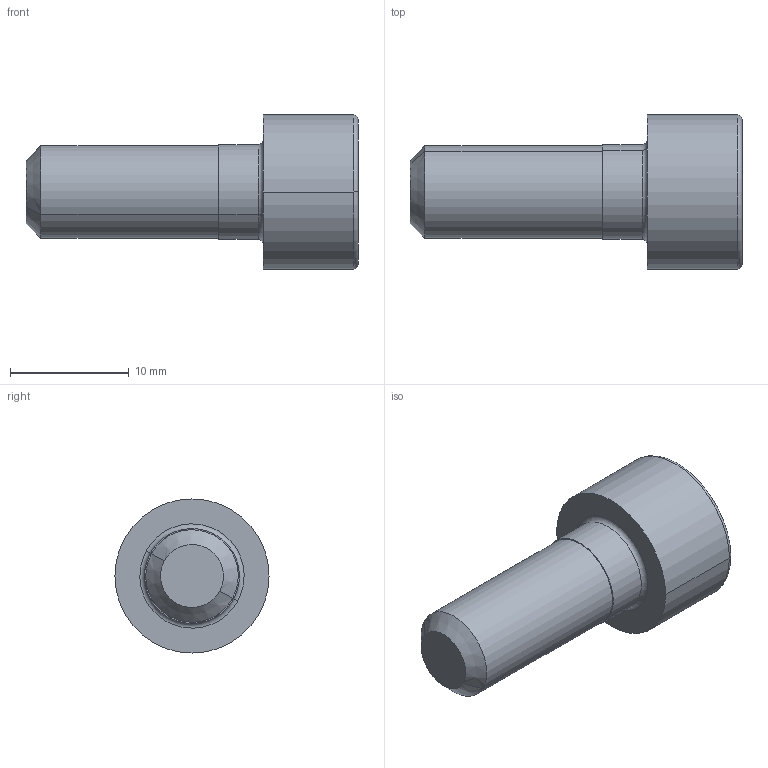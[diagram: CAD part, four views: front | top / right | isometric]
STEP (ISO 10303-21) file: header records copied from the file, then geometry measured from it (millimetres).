
FILE_DESCRIPTION(('CATIA V5 STEP Exchange'),'2;1');
FILE_NAME('ISO_4762_M8x20_STEEL_HEXAGON_SOCKET_HEAD_CAP_SCREW.stp','2024-03-02T21:18:52+00:00',('none'),('none'),'CATIA Version 5 Release 21 GA (IN-10)','CATIA V5 STEP AP203','none');
FILE_SCHEMA(('CONFIG_CONTROL_DESIGN'));
Length unit declared in the file: millimetre
Products named in the file (1): ISO 4762 SCREW M8x20 STEEL HEXAGON SOCKET HEAD CAP
Bounding box: 28 x 13 x 13 mm (x, y, z)
Volume: 1861.7 mm3; surface area: 1144.4 mm2
Topology: 1 solids, 1 shells, 31 faces, 72 edges, 46 vertices
Faces by surface type: cylinder 12, plane 11, torus 4, cone 4
Entity records: 901 total; most frequent: CARTESIAN_POINT 203, ORIENTED_EDGE 144, DIRECTION 108, EDGE_CURVE 72, AXIS2_PLACEMENT_3D 59, VERTEX_POINT 46, CIRCLE 36, EDGE_LOOP 34
